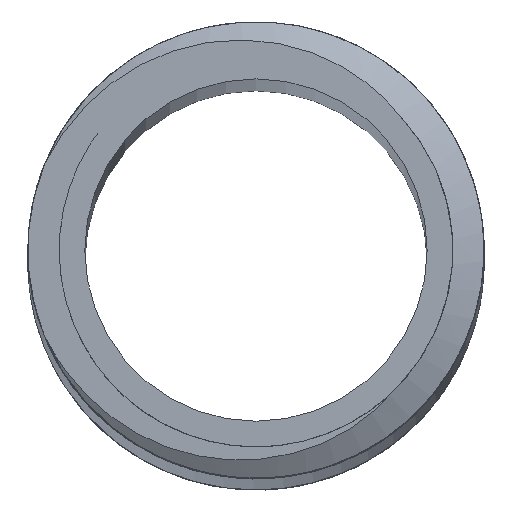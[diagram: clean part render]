
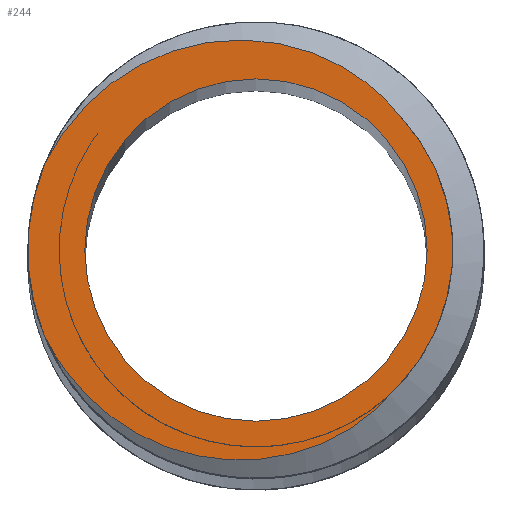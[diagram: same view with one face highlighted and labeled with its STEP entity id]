
A CAD part, top view. The second image highlights one B-rep face of the part: STEP entity #244.
In plain terms, the highlighted planar face has unit normal (0, 0, 1).
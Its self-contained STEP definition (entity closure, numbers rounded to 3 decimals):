
#76=PLANE('',#273);
#80=CIRCLE('',#268,10.);
#82=CIRCLE('',#271,7.5);
#84=CIRCLE('',#274,8.626);
#90=B_SPLINE_CURVE_WITH_KNOTS('',3,(#791,#792,#793,#794,#795,#796,#797),
 .UNSPECIFIED.,.F.,.F.,(4,1,1,1,4),(0.,0.005,
0.009,0.014,0.019),
 .UNSPECIFIED.);
#91=B_SPLINE_CURVE_WITH_KNOTS('',3,(#801,#802,#803,#804,#805,#806,#807),
 .UNSPECIFIED.,.F.,.F.,(4,1,1,1,4),(0.,0.005,
0.009,0.014,0.019),
 .UNSPECIFIED.);
#112=ORIENTED_EDGE('',*,*,#164,.F.);
#113=ORIENTED_EDGE('',*,*,#165,.T.);
#114=ORIENTED_EDGE('',*,*,#166,.F.);
#115=ORIENTED_EDGE('',*,*,#156,.T.);
#116=ORIENTED_EDGE('',*,*,#162,.F.);
#156=EDGE_CURVE('',#183,#182,#80,.T.);
#162=EDGE_CURVE('',#188,#188,#82,.T.);
#164=EDGE_CURVE('',#190,#182,#90,.T.);
#165=EDGE_CURVE('',#190,#191,#84,.T.);
#166=EDGE_CURVE('',#183,#191,#91,.T.);
#182=VERTEX_POINT('',#441);
#183=VERTEX_POINT('',#443);
#188=VERTEX_POINT('',#787);
#190=VERTEX_POINT('',#798);
#191=VERTEX_POINT('',#800);
#210=EDGE_LOOP('',(#112,#113,#114,#115));
#211=EDGE_LOOP('',(#116));
#226=FACE_BOUND('',#210,.T.);
#227=FACE_BOUND('',#211,.T.);
#244=ADVANCED_FACE('',(#226,#227),#76,.T.);
#268=AXIS2_PLACEMENT_3D('',#442,#302,#303);
#271=AXIS2_PLACEMENT_3D('',#786,#309,#310);
#273=AXIS2_PLACEMENT_3D('',#790,#313,#314);
#274=AXIS2_PLACEMENT_3D('',#799,#315,#316);
#302=DIRECTION('',(0.,0.,1.));
#303=DIRECTION('',(1.,0.,0.));
#309=DIRECTION('',(0.,0.,1.));
#310=DIRECTION('',(1.,0.,0.));
#313=DIRECTION('',(0.,0.,1.));
#314=DIRECTION('',(1.,0.,0.));
#315=DIRECTION('',(0.,0.,1.));
#316=DIRECTION('',(1.,0.,0.));
#441=CARTESIAN_POINT('',(-9.279,-3.728,300.));
#442=CARTESIAN_POINT('',(0.,0.,300.));
#443=CARTESIAN_POINT('',(-9.279,3.728,300.));
#786=CARTESIAN_POINT('',(0.,0.,300.));
#787=CARTESIAN_POINT('',(7.5,0.,300.));
#790=CARTESIAN_POINT('',(0.,0.,300.));
#791=CARTESIAN_POINT('',(6.218,-5.979,300.));
#792=CARTESIAN_POINT('',(5.227,-7.189,300.));
#793=CARTESIAN_POINT('',(2.617,-9.025,300.));
#794=CARTESIAN_POINT('',(-2.185,-9.488,300.));
#795=CARTESIAN_POINT('',(-6.583,-7.595,300.));
#796=CARTESIAN_POINT('',(-8.597,-5.136,300.));
#797=CARTESIAN_POINT('',(-9.279,-3.728,300.));
#798=CARTESIAN_POINT('',(6.218,-5.979,300.));
#799=CARTESIAN_POINT('',(0.,0.,300.));
#800=CARTESIAN_POINT('',(6.218,5.979,300.));
#801=CARTESIAN_POINT('',(-9.279,3.728,300.));
#802=CARTESIAN_POINT('',(-8.598,5.134,300.));
#803=CARTESIAN_POINT('',(-6.588,7.591,300.));
#804=CARTESIAN_POINT('',(-2.19,9.487,300.));
#805=CARTESIAN_POINT('',(2.61,9.028,300.));
#806=CARTESIAN_POINT('',(5.226,7.19,300.));
#807=CARTESIAN_POINT('',(6.218,5.979,300.));
